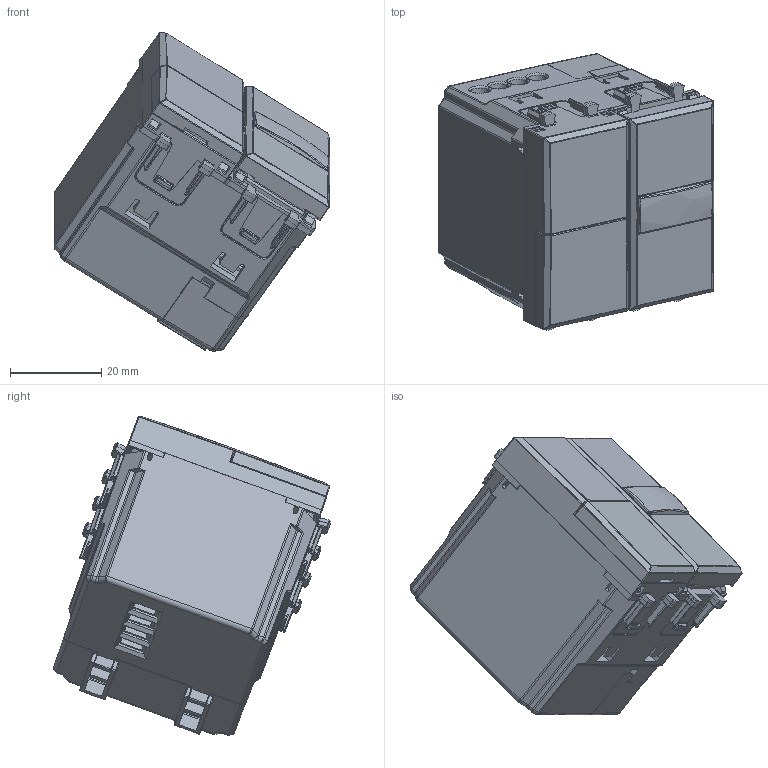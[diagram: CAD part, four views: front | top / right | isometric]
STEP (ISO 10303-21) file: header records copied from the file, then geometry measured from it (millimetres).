
FILE_DESCRIPTION(('CATIA V5 STEP Exchange'),'2;1');
FILE_NAME('442ABRT01.stp','2024-03-05T09:26:08+00:00',('none'),('none'),'CATIA Version 5-6 Release 2016 SP6','CATIA V5 STEP AP203','none');
FILE_SCHEMA(('CONFIG_CONTROL_DESIGN'));
Products named in the file (1): 442ABRT01
Assembly tree (12 placements, depth 2):
  442ABRT01
    #57
    #21645  x2
    #23629  x2
    #25130
    #41637
    #67616
    #71879
    #100196
    #103928
    #109299
Bounding box: 60.36 x 60.58 x 69.73 mm (x, y, z)
Volume: 26778.5 mm3; surface area: 38204.3 mm2
Topology: 11 solids, 11 shells, 2965 faces, 8130 edges, 5076 vertices
Faces by surface type: plane 1523, cylinder 866, bspline 228, cone 152, sphere 119, torus 72, revolution 5
Entity records: 109310 total; most frequent: CARTESIAN_POINT 46328, ORIENTED_EDGE 15348, DIRECTION 9134, EDGE_CURVE 7674, VERTEX_POINT 4869, VECTOR 4176, LINE 4176, EDGE_LOOP 2923
